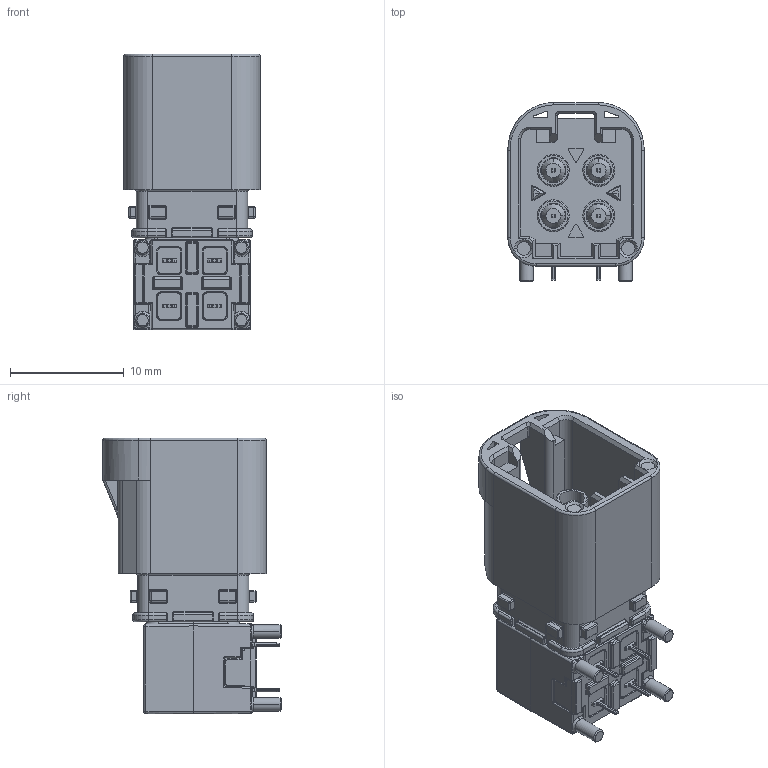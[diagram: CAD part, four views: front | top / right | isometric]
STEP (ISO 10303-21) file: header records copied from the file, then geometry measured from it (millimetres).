
FILE_DESCRIPTION (( 'STEP AP214' ), '1' );
FILE_NAME ('Customer-BB3385A12-Coding C.STEP', '2020-07-21T11:39:58', ( '' ), ( '' ), 'SwSTEP 2.0', 'SolidWorks 2018', '' );
FILE_SCHEMA (( 'AUTOMOTIVE_DESIGN' ));
Length unit declared in the file: millimetre
Products named in the file (1): Customer-BB3385A12-Coding C
Bounding box: 12 x 15.7 x 24.3 mm (x, y, z)
Volume: 2001 mm3; surface area: 2403.2 mm2
Topology: 1 solids, 1 shells, 1424 faces, 3456 edges, 2003 vertices
Faces by surface type: cylinder 516, plane 482, bspline 145, torus 126, sphere 82, cone 73
Entity records: 57179 total; most frequent: CARTESIAN_POINT 10427, ORIENTED_EDGE 6784, DIRECTION 6677, EDGE_CURVE 3392, AXIS2_PLACEMENT_3D 2470, VERTEX_POINT 2003, VECTOR 1737, LINE 1737
